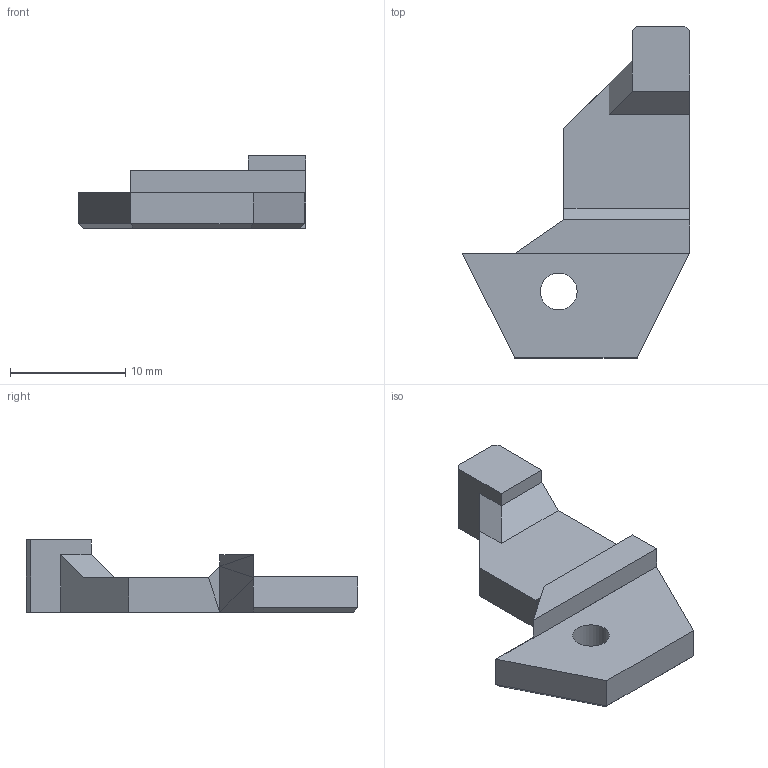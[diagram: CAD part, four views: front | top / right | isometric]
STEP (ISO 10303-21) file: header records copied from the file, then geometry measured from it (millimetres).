
FILE_DESCRIPTION(/* description */ ('','CAx-IF Rec.Pracs.---Representation and Presentation of Product Manufacturing Information (PMI)---4.0---2014-10-13'),/* implementation_level */ '2;1');
FILE_NAME(/* name */ 'Endstop Lever v3.step',/* time_stamp */ '2025-02-16T15:00:02+01:00',/* author */ (''),/* organization */ (''),/* preprocessor_version */ 'ST-DEVELOPER v20',/* originating_system */ 'Autodesk Translation Framework v13.20.0.188',/* authorisation */ '');
FILE_SCHEMA (('AP242_MANAGED_MODEL_BASED_3D_ENGINEERING_MIM_LF { 1 0 10303 442 1 1 4 }'));
Length unit declared in the file: millimetre
Products named in the file (2): Endstop Lever; X_Endstop_Lever
Assembly tree (1 placements, depth 2):
  Endstop Lever
    X_Endstop_Lever
Bounding box: 19.75 x 28.84 x 6.3 mm (x, y, z)
Volume: 1547.9 mm3; surface area: 1476 mm2
Topology: 2 solids, 2 shells, 68 faces, 156 edges, 92 vertices
Faces by surface type: plane 64, cone 2, cylinder 2
Full cylindrical faces by diameter (mm): 3.2 x2
Entity records: 1907 total; most frequent: CARTESIAN_POINT 319, ORIENTED_EDGE 312, DIRECTION 304, EDGE_CURVE 156, LINE 150, VECTOR 150, VERTEX_POINT 92, AXIS2_PLACEMENT_3D 77
